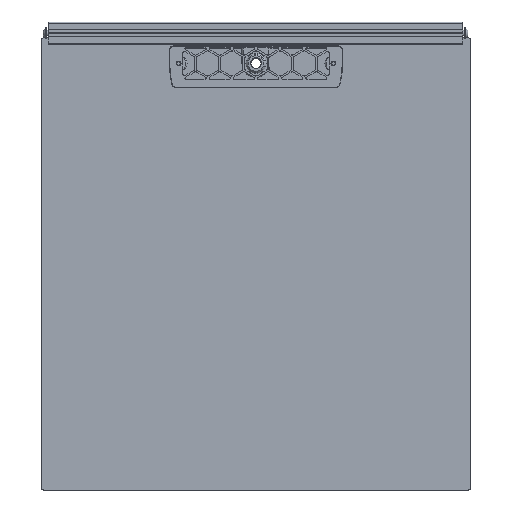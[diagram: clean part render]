
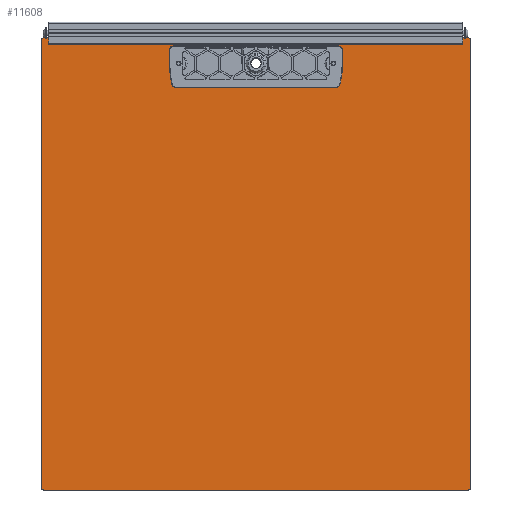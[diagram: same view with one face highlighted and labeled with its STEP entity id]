
A CAD part, front view. The second image highlights one B-rep face of the part: STEP entity #11608.
In plain terms, the highlighted face is planar.
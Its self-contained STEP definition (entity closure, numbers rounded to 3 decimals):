
#405=PLANE('',#12297);
#828=FACE_OUTER_BOUND('',#1486,.T.);
#1486=EDGE_LOOP('',(#7993,#7994,#7995,#7996,#7997,#7998,#7999,#8000,#8001,
#8002,#8003,#8004,#8005,#8006,#8007,#8008));
#2219=LINE('',#16466,#3487);
#2224=LINE('',#16480,#3492);
#2226=LINE('',#16484,#3494);
#2227=LINE('',#16488,#3495);
#2228=LINE('',#16492,#3496);
#2229=LINE('',#16495,#3497);
#2230=LINE('',#16499,#3498);
#2231=LINE('',#16502,#3499);
#3487=VECTOR('',#13275,118.477);
#3492=VECTOR('',#13290,118.523);
#3494=VECTOR('',#13294,404.);
#3495=VECTOR('',#13297,384.);
#3496=VECTOR('',#13300,404.);
#3497=VECTOR('',#13303,39.5);
#3498=VECTOR('',#13306,140.);
#3499=VECTOR('',#13309,39.5);
#4745=CIRCLE('',#12281,2.);
#4754=CIRCLE('',#12293,2.);
#4755=CIRCLE('',#12295,2.);
#4756=CIRCLE('',#12298,2.);
#4757=CIRCLE('',#12299,2.);
#4758=CIRCLE('',#12300,2.);
#4759=CIRCLE('',#12301,3.5);
#4760=CIRCLE('',#12302,3.5);
#5080=VERTEX_POINT('',#16426);
#5081=VERTEX_POINT('',#16427);
#5098=VERTEX_POINT('',#16465);
#5099=VERTEX_POINT('',#16469);
#5100=VERTEX_POINT('',#16473);
#5101=VERTEX_POINT('',#16474);
#5102=VERTEX_POINT('',#16479);
#5103=VERTEX_POINT('',#16483);
#5104=VERTEX_POINT('',#16485);
#5105=VERTEX_POINT('',#16487);
#5106=VERTEX_POINT('',#16489);
#5107=VERTEX_POINT('',#16491);
#5108=VERTEX_POINT('',#16494);
#5109=VERTEX_POINT('',#16496);
#5110=VERTEX_POINT('',#16498);
#5111=VERTEX_POINT('',#16500);
#6218=EDGE_CURVE('',#5080,#5081,#4745,.T.);
#6237=EDGE_CURVE('',#5098,#5081,#2219,.T.);
#6239=EDGE_CURVE('',#5098,#5099,#4754,.T.);
#6241=EDGE_CURVE('',#5100,#5101,#4755,.T.);
#6244=EDGE_CURVE('',#5102,#5101,#2224,.T.);
#6246=EDGE_CURVE('',#5080,#5103,#2226,.T.);
#6247=EDGE_CURVE('',#5104,#5103,#4756,.T.);
#6248=EDGE_CURVE('',#5104,#5105,#2227,.T.);
#6249=EDGE_CURVE('',#5106,#5105,#4757,.T.);
#6250=EDGE_CURVE('',#5106,#5107,#2228,.T.);
#6251=EDGE_CURVE('',#5102,#5107,#4758,.T.);
#6252=EDGE_CURVE('',#5100,#5108,#2229,.T.);
#6253=EDGE_CURVE('',#5109,#5108,#4759,.T.);
#6254=EDGE_CURVE('',#5109,#5110,#2230,.T.);
#6255=EDGE_CURVE('',#5111,#5110,#4760,.T.);
#6256=EDGE_CURVE('',#5111,#5099,#2231,.T.);
#7993=ORIENTED_EDGE('',*,*,#6218,.F.);
#7994=ORIENTED_EDGE('',*,*,#6246,.T.);
#7995=ORIENTED_EDGE('',*,*,#6247,.F.);
#7996=ORIENTED_EDGE('',*,*,#6248,.T.);
#7997=ORIENTED_EDGE('',*,*,#6249,.F.);
#7998=ORIENTED_EDGE('',*,*,#6250,.T.);
#7999=ORIENTED_EDGE('',*,*,#6251,.F.);
#8000=ORIENTED_EDGE('',*,*,#6244,.T.);
#8001=ORIENTED_EDGE('',*,*,#6241,.F.);
#8002=ORIENTED_EDGE('',*,*,#6252,.T.);
#8003=ORIENTED_EDGE('',*,*,#6253,.F.);
#8004=ORIENTED_EDGE('',*,*,#6254,.T.);
#8005=ORIENTED_EDGE('',*,*,#6255,.F.);
#8006=ORIENTED_EDGE('',*,*,#6256,.T.);
#8007=ORIENTED_EDGE('',*,*,#6239,.F.);
#8008=ORIENTED_EDGE('',*,*,#6237,.T.);
#11608=ADVANCED_FACE('',(#828),#405,.T.);
#12281=AXIS2_PLACEMENT_3D('',#16428,#13243,#13244);
#12293=AXIS2_PLACEMENT_3D('',#16470,#13279,#13280);
#12295=AXIS2_PLACEMENT_3D('',#16475,#13284,#13285);
#12297=AXIS2_PLACEMENT_3D('',#16482,#13292,#13293);
#12298=AXIS2_PLACEMENT_3D('',#16486,#13295,#13296);
#12299=AXIS2_PLACEMENT_3D('',#16490,#13298,#13299);
#12300=AXIS2_PLACEMENT_3D('',#16493,#13301,#13302);
#12301=AXIS2_PLACEMENT_3D('',#16497,#13304,#13305);
#12302=AXIS2_PLACEMENT_3D('',#16501,#13307,#13308);
#13243=DIRECTION('center_axis',(1.,0.,0.));
#13244=DIRECTION('ref_axis',(0.,0.707,0.707));
#13275=DIRECTION('',(0.,1.,0.));
#13279=DIRECTION('center_axis',(1.,0.,0.));
#13280=DIRECTION('ref_axis',(0.,-0.707,0.707));
#13284=DIRECTION('center_axis',(1.,0.,0.));
#13285=DIRECTION('ref_axis',(0.,0.707,0.707));
#13290=DIRECTION('',(0.,1.,0.));
#13292=DIRECTION('center_axis',(-1.,0.,0.));
#13293=DIRECTION('ref_axis',(0.,0.,1.));
#13294=DIRECTION('',(0.,0.,-1.));
#13295=DIRECTION('center_axis',(1.,0.,0.));
#13296=DIRECTION('ref_axis',(0.,0.707,-0.707));
#13297=DIRECTION('',(0.,-1.,0.));
#13298=DIRECTION('center_axis',(1.,0.,0.));
#13299=DIRECTION('ref_axis',(0.,-0.707,-0.707));
#13300=DIRECTION('',(0.,0.,1.));
#13301=DIRECTION('center_axis',(1.,0.,0.));
#13302=DIRECTION('ref_axis',(0.,-0.707,0.707));
#13303=DIRECTION('',(0.,0.,-1.));
#13304=DIRECTION('center_axis',(-1.,0.,0.));
#13305=DIRECTION('ref_axis',(0.,-0.707,-0.707));
#13306=DIRECTION('',(0.,1.,0.));
#13307=DIRECTION('center_axis',(-1.,0.,0.));
#13308=DIRECTION('ref_axis',(0.,0.707,-0.707));
#13309=DIRECTION('',(0.,0.,1.));
#16426=CARTESIAN_POINT('',(-26.493,28.977,360.));
#16427=CARTESIAN_POINT('',(-26.493,26.977,362.));
#16428=CARTESIAN_POINT('Origin',(-26.493,26.977,360.));
#16465=CARTESIAN_POINT('',(-26.493,-87.5,362.));
#16466=CARTESIAN_POINT('',(-26.493,-89.5,362.));
#16469=CARTESIAN_POINT('',(-26.493,-89.5,360.));
#16470=CARTESIAN_POINT('Origin',(-26.493,-87.5,360.));
#16473=CARTESIAN_POINT('',(-26.493,-236.5,360.));
#16474=CARTESIAN_POINT('',(-26.493,-238.5,362.));
#16475=CARTESIAN_POINT('Origin',(-26.493,-238.5,360.));
#16479=CARTESIAN_POINT('',(-26.493,-353.023,362.));
#16480=CARTESIAN_POINT('',(-26.493,-355.023,362.));
#16482=CARTESIAN_POINT('Origin',(-26.493,-163.023,159.977));
#16483=CARTESIAN_POINT('',(-26.493,28.977,-40.));
#16484=CARTESIAN_POINT('',(-26.493,28.977,362.));
#16485=CARTESIAN_POINT('',(-26.493,26.977,-42.));
#16486=CARTESIAN_POINT('Origin',(-26.493,26.977,-40.));
#16487=CARTESIAN_POINT('',(-26.493,-353.023,-42.));
#16488=CARTESIAN_POINT('',(-26.493,28.977,-42.));
#16489=CARTESIAN_POINT('',(-26.493,-355.023,-40.));
#16490=CARTESIAN_POINT('Origin',(-26.493,-353.023,-40.));
#16491=CARTESIAN_POINT('',(-26.493,-355.023,360.));
#16492=CARTESIAN_POINT('',(-26.493,-355.023,-42.));
#16493=CARTESIAN_POINT('Origin',(-26.493,-353.023,360.));
#16494=CARTESIAN_POINT('',(-26.493,-236.5,322.5));
#16495=CARTESIAN_POINT('',(-26.493,-236.5,362.));
#16496=CARTESIAN_POINT('',(-26.493,-233.,319.));
#16497=CARTESIAN_POINT('Origin',(-26.493,-233.,322.5));
#16498=CARTESIAN_POINT('',(-26.493,-93.,319.));
#16499=CARTESIAN_POINT('',(-26.493,-233.,319.));
#16500=CARTESIAN_POINT('',(-26.493,-89.5,322.5));
#16501=CARTESIAN_POINT('Origin',(-26.493,-93.,322.5));
#16502=CARTESIAN_POINT('',(-26.493,-89.5,322.5));
